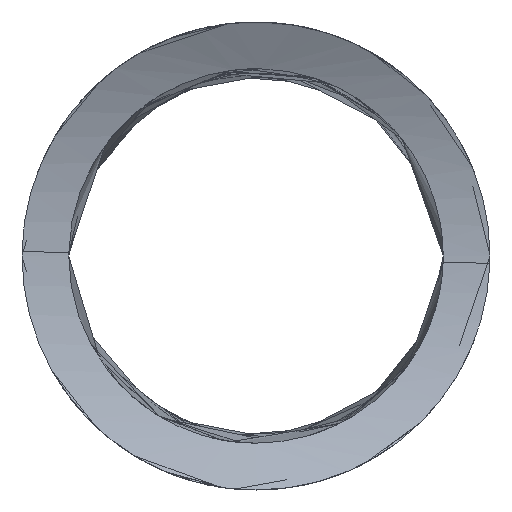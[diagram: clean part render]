
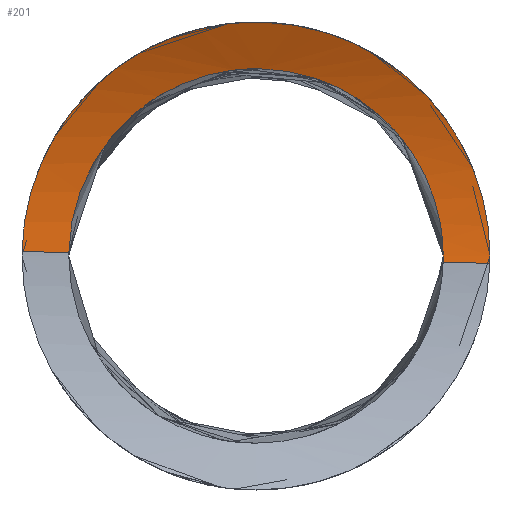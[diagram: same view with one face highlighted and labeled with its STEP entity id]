
A CAD part, front view. The second image highlights one B-rep face of the part: STEP entity #201.
In plain terms, the highlighted cylindrical face has radius 15 mm (diameter 30 mm), a partial arc.
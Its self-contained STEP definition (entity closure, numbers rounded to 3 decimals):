
#52=CARTESIAN_POINT('Axis2P3D Location',(-1471.292,-348.823,203.614)) ;
#57=CARTESIAN_POINT('Line Origine',(-1473.047,-333.926,203.614)) ;
#61=CARTESIAN_POINT('Vertex',(-1477.291,-334.426,203.722)) ;
#63=CARTESIAN_POINT('Vertex',(-1478.79,-334.603,203.76)) ;
#93=CARTESIAN_POINT('Vertex',(-1463.796,-332.836,203.378)) ;
#96=CARTESIAN_POINT('Line Origine',(-1473.047,-333.926,203.614)) ;
#100=CARTESIAN_POINT('Vertex',(-1465.295,-333.013,203.416)) ;
#141=CARTESIAN_POINT('Control Point',(-1463.796,-332.836,203.378)) ;
#142=CARTESIAN_POINT('Control Point',(-1463.793,-332.836,203.456)) ;
#143=CARTESIAN_POINT('Control Point',(-1463.792,-332.836,203.535)) ;
#144=CARTESIAN_POINT('Control Point',(-1463.792,-332.837,203.614)) ;
#145=CARTESIAN_POINT('Vertex',(-1463.792,-332.837,203.614)) ;
#149=CARTESIAN_POINT('Control Point',(-1478.79,-334.603,203.76)) ;
#150=CARTESIAN_POINT('Control Point',(-1478.766,-334.6,204.992)) ;
#151=CARTESIAN_POINT('Control Point',(-1478.489,-334.695,206.248)) ;
#152=CARTESIAN_POINT('Control Point',(-1477.935,-334.898,207.437)) ;
#153=CARTESIAN_POINT('Control Point',(-1476.526,-335.361,209.293)) ;
#154=CARTESIAN_POINT('Control Point',(-1474.502,-335.747,210.51)) ;
#155=CARTESIAN_POINT('Control Point',(-1473.51,-335.866,210.896)) ;
#156=CARTESIAN_POINT('Control Point',(-1471.457,-335.881,211.285)) ;
#157=CARTESIAN_POINT('Control Point',(-1469.432,-335.495,210.98)) ;
#158=CARTESIAN_POINT('Control Point',(-1468.503,-335.217,210.673)) ;
#159=CARTESIAN_POINT('Control Point',(-1467.083,-334.681,209.946)) ;
#160=CARTESIAN_POINT('Control Point',(-1465.922,-334.115,208.906)) ;
#161=CARTESIAN_POINT('Control Point',(-1465.5,-333.892,208.44)) ;
#162=CARTESIAN_POINT('Control Point',(-1464.661,-333.421,207.295)) ;
#163=CARTESIAN_POINT('Control Point',(-1464.105,-333.069,205.971)) ;
#164=CARTESIAN_POINT('Control Point',(-1463.894,-332.926,205.192)) ;
#165=CARTESIAN_POINT('Control Point',(-1463.792,-332.85,204.397)) ;
#166=CARTESIAN_POINT('Control Point',(-1463.792,-332.837,203.614)) ;
#169=CARTESIAN_POINT('Control Point',(-1477.291,-334.426,203.722)) ;
#170=CARTESIAN_POINT('Control Point',(-1477.274,-334.424,204.667)) ;
#171=CARTESIAN_POINT('Control Point',(-1477.07,-334.475,205.63)) ;
#172=CARTESIAN_POINT('Control Point',(-1476.664,-334.586,206.553)) ;
#173=CARTESIAN_POINT('Control Point',(-1475.53,-334.856,208.128)) ;
#174=CARTESIAN_POINT('Control Point',(-1473.847,-335.069,209.165)) ;
#175=CARTESIAN_POINT('Control Point',(-1472.936,-335.124,209.504)) ;
#176=CARTESIAN_POINT('Control Point',(-1471.027,-335.048,209.791)) ;
#177=CARTESIAN_POINT('Control Point',(-1469.191,-334.657,209.349)) ;
#178=CARTESIAN_POINT('Control Point',(-1468.353,-334.397,208.96)) ;
#179=CARTESIAN_POINT('Control Point',(-1466.838,-333.829,207.887)) ;
#180=CARTESIAN_POINT('Control Point',(-1465.827,-333.328,206.344)) ;
#181=CARTESIAN_POINT('Control Point',(-1465.465,-333.128,205.457)) ;
#182=CARTESIAN_POINT('Control Point',(-1465.292,-333.026,204.526)) ;
#183=CARTESIAN_POINT('Control Point',(-1465.292,-333.014,203.614)) ;
#184=CARTESIAN_POINT('Vertex',(-1465.292,-333.014,203.614)) ;
#188=CARTESIAN_POINT('Control Point',(-1465.295,-333.013,203.416)) ;
#189=CARTESIAN_POINT('Control Point',(-1465.293,-333.012,203.482)) ;
#190=CARTESIAN_POINT('Control Point',(-1465.292,-333.013,203.548)) ;
#191=CARTESIAN_POINT('Control Point',(-1465.292,-333.014,203.614)) ;
#53=DIRECTION('Axis2P3D Direction',(0.993,0.117,-0.025)) ;
#54=DIRECTION('Axis2P3D XDirection',(-0.117,0.993,0.)) ;
#58=DIRECTION('Vector Direction',(0.993,0.117,-0.025)) ;
#97=DIRECTION('Vector Direction',(0.993,0.117,-0.025)) ;
#55=AXIS2_PLACEMENT_3D('Cylinder Axis2P3D',#52,#53,#54) ;
#194=ORIENTED_EDGE('',*,*,#102,.F.) ;
#195=ORIENTED_EDGE('',*,*,#147,.T.) ;
#196=ORIENTED_EDGE('',*,*,#167,.F.) ;
#197=ORIENTED_EDGE('',*,*,#65,.F.) ;
#198=ORIENTED_EDGE('',*,*,#186,.T.) ;
#199=ORIENTED_EDGE('',*,*,#192,.F.) ;
#59=VECTOR('Line Direction',#58,1.) ;
#98=VECTOR('Line Direction',#97,1.) ;
#201=ADVANCED_FACE('Corps principal',(#200),#56,.F.) ;
#140=B_SPLINE_CURVE_WITH_KNOTS('',3,(#141,#142,#143,#144),.UNSPECIFIED.,.F.,.U.,(4,4),(0.,0.352),.UNSPECIFIED.) ;
#148=B_SPLINE_CURVE_WITH_KNOTS('',5,(#149,#150,#151,#152,#153,#154,#155,#156,#157,#158,#159,#160,#161,#162,#163,#164,#165,#166),.UNSPECIFIED.,.F.,.U.,(6,3,3,3,3,6),(0.,9.188,16.403,23.301,27.966,33.823),.UNSPECIFIED.) ;
#168=B_SPLINE_CURVE_WITH_KNOTS('',5,(#169,#170,#171,#172,#173,#174,#175,#176,#177,#178,#179,#180,#181,#182,#183),.UNSPECIFIED.,.F.,.U.,(6,3,3,3,6),(0.,7.052,13.567,20.069,26.887),.UNSPECIFIED.) ;
#187=B_SPLINE_CURVE_WITH_KNOTS('',3,(#188,#189,#190,#191),.UNSPECIFIED.,.F.,.U.,(4,4),(0.,0.295),.UNSPECIFIED.) ;
#56=CYLINDRICAL_SURFACE('generated cylinder',#55,15.) ;
#65=EDGE_CURVE('',#62,#64,#60,.F.) ;
#102=EDGE_CURVE('',#94,#101,#99,.F.) ;
#147=EDGE_CURVE('',#94,#146,#140,.T.) ;
#167=EDGE_CURVE('',#64,#146,#148,.T.) ;
#186=EDGE_CURVE('',#62,#185,#168,.T.) ;
#192=EDGE_CURVE('',#101,#185,#187,.T.) ;
#193=EDGE_LOOP('',(#194,#195,#196,#197,#198,#199)) ;
#200=FACE_OUTER_BOUND('',#193,.T.) ;
#60=LINE('Line',#57,#59) ;
#99=LINE('Line',#96,#98) ;
#62=VERTEX_POINT('',#61) ;
#64=VERTEX_POINT('',#63) ;
#94=VERTEX_POINT('',#93) ;
#101=VERTEX_POINT('',#100) ;
#146=VERTEX_POINT('',#145) ;
#185=VERTEX_POINT('',#184) ;
